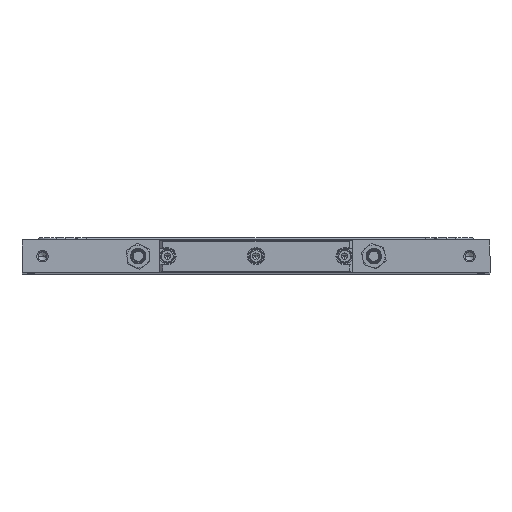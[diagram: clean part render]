
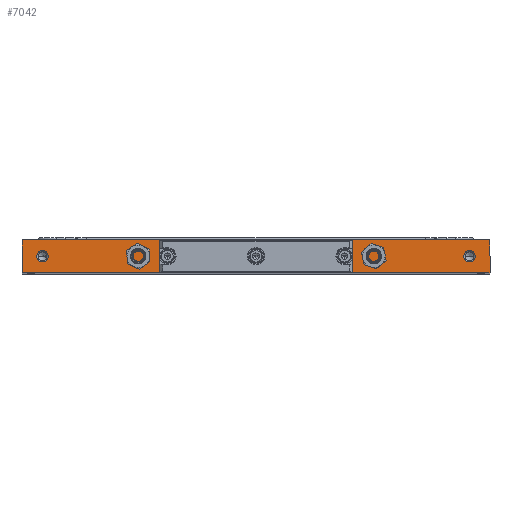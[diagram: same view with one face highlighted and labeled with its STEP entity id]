
A CAD part, top view. The second image highlights one B-rep face of the part: STEP entity #7042.
In plain terms, the highlighted planar face has unit normal (0, 0, 1).
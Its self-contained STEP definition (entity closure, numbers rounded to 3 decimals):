
#2472 = CARTESIAN_POINT ( 'NONE',  ( 208.5, 0., 0. ) ) ;
#2694 = DIRECTION ( 'NONE',  ( 1., 0., 0. ) ) ;
#2696 = DIRECTION ( 'NONE',  ( 0., 0., 1. ) ) ;
#2934 = AXIS2_PLACEMENT_3D ( 'NONE', #2472, #2696, #2694 ) ;
#2935 = CIRCLE ( 'NONE', #2934, 5.5 ) ;
#2980 = CARTESIAN_POINT ( 'NONE',  ( 214., 0., 0. ) ) ;
#3596 = CARTESIAN_POINT ( 'NONE',  ( -228.5, 16., 0. ) ) ;
#3597 = LINE ( 'NONE', #3596, #3601 ) ;
#3599 = CARTESIAN_POINT ( 'NONE',  ( 228.5, 16., 0. ) ) ;
#3600 = DIRECTION ( 'NONE',  ( 1., 0., 0. ) ) ;
#3601 = VECTOR ( 'NONE', #3600, 1000. ) ;
#3622 = CARTESIAN_POINT ( 'NONE',  ( -228.5, 16., 0. ) ) ;
#3636 = CARTESIAN_POINT ( 'NONE',  ( 203., 0., 0. ) ) ;
#6918 = EDGE_LOOP ( 'NONE', ( #7101, #6947 ) ) ;
#6919 = EDGE_CURVE ( 'NONE', #10455, #10432, #9731, .T. ) ;
#6922 = ORIENTED_EDGE ( 'NONE', *, *, #6923, .T. ) ;
#6923 = EDGE_CURVE ( 'NONE', #6952, #10639, #9708, .T. ) ;
#6936 = ORIENTED_EDGE ( 'NONE', *, *, #10638, .F. ) ;
#6937 = EDGE_LOOP ( 'NONE', ( #6945, #7110 ) ) ;
#6944 = VERTEX_POINT ( 'NONE', #9683 ) ;
#6945 = ORIENTED_EDGE ( 'NONE', *, *, #6946, .F. ) ;
#6946 = EDGE_CURVE ( 'NONE', #10543, #10663, #9682, .T. ) ;
#6947 = ORIENTED_EDGE ( 'NONE', *, *, #10385, .F. ) ;
#6952 = VERTEX_POINT ( 'NONE', #9757 ) ;
#6982 = EDGE_LOOP ( 'NONE', ( #7044, #7051, #6922, #6936 ) ) ;
#7042 = ADVANCED_FACE ( 'NONE', ( #9944, #9943, #9957 ), #9962, .F. ) ;
#7044 = ORIENTED_EDGE ( 'NONE', *, *, #7111, .T. ) ;
#7051 = ORIENTED_EDGE ( 'NONE', *, *, #7052, .F. ) ;
#7052 = EDGE_CURVE ( 'NONE', #6952, #6944, #9936, .T. ) ;
#7101 = ORIENTED_EDGE ( 'NONE', *, *, #6919, .F. ) ;
#7110 = ORIENTED_EDGE ( 'NONE', *, *, #10571, .F. ) ;
#7111 = EDGE_CURVE ( 'NONE', #10659, #6944, #11777, .T. ) ;
#9682 = CIRCLE ( 'NONE', #9716, 5.5 ) ;
#9683 = CARTESIAN_POINT ( 'NONE',  ( -228.5, -16., 0. ) ) ;
#9707 = CARTESIAN_POINT ( 'NONE',  ( 228.5, -16.3, 0. ) ) ;
#9708 = LINE ( 'NONE', #9707, #9718 ) ;
#9713 = DIRECTION ( 'NONE',  ( 1., 0., 0. ) ) ;
#9714 = DIRECTION ( 'NONE',  ( 0., 0., 1. ) ) ;
#9715 = CARTESIAN_POINT ( 'NONE',  ( 208.5, 0., 0. ) ) ;
#9716 = AXIS2_PLACEMENT_3D ( 'NONE', #9715, #9714, #9713 ) ;
#9717 = DIRECTION ( 'NONE',  ( 0., 1., 0. ) ) ;
#9718 = VECTOR ( 'NONE', #9717, 1000. ) ;
#9730 = AXIS2_PLACEMENT_3D ( 'NONE', #9738, #9737, #9736 ) ;
#9731 = CIRCLE ( 'NONE', #9730, 5.5 ) ;
#9736 = DIRECTION ( 'NONE',  ( 1., 0., 0. ) ) ;
#9737 = DIRECTION ( 'NONE',  ( 0., 0., 1. ) ) ;
#9738 = CARTESIAN_POINT ( 'NONE',  ( -208.5, 0., 0. ) ) ;
#9757 = CARTESIAN_POINT ( 'NONE',  ( 228.5, -16., 0. ) ) ;
#9923 = DIRECTION ( 'NONE',  ( -1., 0., 0. ) ) ;
#9924 = VECTOR ( 'NONE', #9923, 1000. ) ;
#9927 = CARTESIAN_POINT ( 'NONE',  ( -228.5, -16., 0. ) ) ;
#9936 = LINE ( 'NONE', #9927, #9924 ) ;
#9943 = FACE_BOUND ( 'NONE', #6937, .T. ) ;
#9944 = FACE_BOUND ( 'NONE', #6918, .T. ) ;
#9957 = FACE_OUTER_BOUND ( 'NONE', #6982, .T. ) ;
#9958 = DIRECTION ( 'NONE',  ( -1., 0., 0. ) ) ;
#9959 = DIRECTION ( 'NONE',  ( 0., 0., -1. ) ) ;
#9960 = CARTESIAN_POINT ( 'NONE',  ( -272.941, -32.7, 0. ) ) ;
#9961 = AXIS2_PLACEMENT_3D ( 'NONE', #9960, #9959, #9958 ) ;
#9962 = PLANE ( 'NONE',  #9961 ) ;
#10385 = EDGE_CURVE ( 'NONE', #10432, #10455, #12036, .T. ) ;
#10432 = VERTEX_POINT ( 'NONE', #13197 ) ;
#10455 = VERTEX_POINT ( 'NONE', #13633 ) ;
#10543 = VERTEX_POINT ( 'NONE', #2980 ) ;
#10571 = EDGE_CURVE ( 'NONE', #10663, #10543, #2935, .T. ) ;
#10638 = EDGE_CURVE ( 'NONE', #10659, #10639, #3597, .T. ) ;
#10639 = VERTEX_POINT ( 'NONE', #3599 ) ;
#10659 = VERTEX_POINT ( 'NONE', #3622 ) ;
#10663 = VERTEX_POINT ( 'NONE', #3636 ) ;
#11775 = VECTOR ( 'NONE', #11931, 1000. ) ;
#11776 = CARTESIAN_POINT ( 'NONE',  ( -228.5, -16.3, 0. ) ) ;
#11777 = LINE ( 'NONE', #11776, #11775 ) ;
#11931 = DIRECTION ( 'NONE',  ( 0., -1., 0. ) ) ;
#12035 = CARTESIAN_POINT ( 'NONE',  ( -208.5, 0., 0. ) ) ;
#12036 = CIRCLE ( 'NONE', #12042, 5.5 ) ;
#12038 = DIRECTION ( 'NONE',  ( 1., 0., 0. ) ) ;
#12039 = DIRECTION ( 'NONE',  ( 0., 0., 1. ) ) ;
#12042 = AXIS2_PLACEMENT_3D ( 'NONE', #12035, #12039, #12038 ) ;
#13197 = CARTESIAN_POINT ( 'NONE',  ( -214., 0., 0. ) ) ;
#13633 = CARTESIAN_POINT ( 'NONE',  ( -203., 0., 0. ) ) ;
